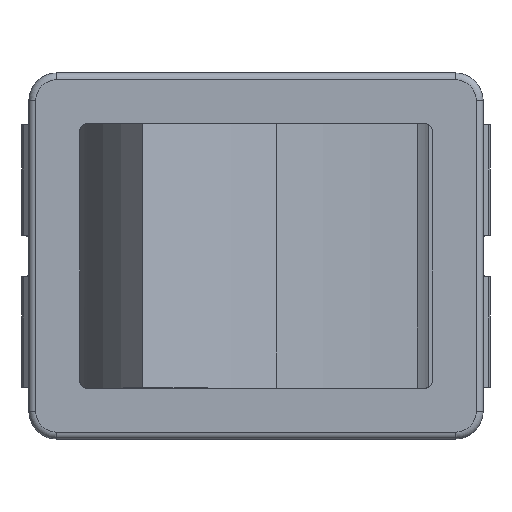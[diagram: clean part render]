
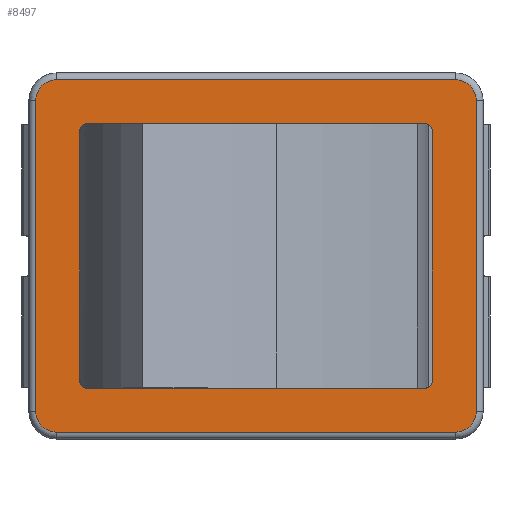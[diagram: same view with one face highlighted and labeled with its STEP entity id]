
A CAD part, top view. The second image highlights one B-rep face of the part: STEP entity #8497.
In plain terms, the highlighted planar face has unit normal (0, 0, 1).
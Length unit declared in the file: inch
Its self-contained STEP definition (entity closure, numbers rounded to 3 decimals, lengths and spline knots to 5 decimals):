
#3875=CARTESIAN_POINT('',(-0.48285,0.37795,0.63425));
#3876=VERTEX_POINT('',#3875);
#3877=CARTESIAN_POINT('',(0.47791,0.37795,0.63425));
#3878=VERTEX_POINT('',#3877);
#3879=CARTESIAN_POINT('',(-0.48285,0.37795,0.63425));
#3880=DIRECTION('',(1.0,0.0,0.0));
#3881=VECTOR('',#3880,0.96076);
#3882=LINE('',#3879,#3881);
#3883=EDGE_CURVE('',#3876,#3878,#3882,.T.);
#3960=CARTESIAN_POINT('',(0.47791,-0.37795,0.63425));
#3961=VERTEX_POINT('',#3960);
#4113=CARTESIAN_POINT('',(-0.48285,-0.37795,0.63425));
#4114=VERTEX_POINT('',#4113);
#4115=CARTESIAN_POINT('',(0.47791,-0.37795,0.63425));
#4116=DIRECTION('',(-1.0,0.0,0.0));
#4117=VECTOR('',#4116,0.96076);
#4118=LINE('',#4115,#4117);
#4119=EDGE_CURVE('',#3961,#4114,#4118,.T.);
#4626=CARTESIAN_POINT('',(-0.48425,0.37795,0.63425));
#4627=VERTEX_POINT('',#4626);
#4628=CARTESIAN_POINT('',(-0.48425,0.37795,0.63425));
#4629=DIRECTION('',(1.0,0.0,0.0));
#4630=VECTOR('',#4629,0.0014);
#4631=LINE('',#4628,#4630);
#4632=EDGE_CURVE('',#4627,#3876,#4631,.T.);
#4649=CARTESIAN_POINT('',(0.48425,0.37795,0.63425));
#4650=VERTEX_POINT('',#4649);
#4657=CARTESIAN_POINT('',(0.47791,0.37795,0.63425));
#4658=DIRECTION('',(1.0,0.0,0.0));
#4659=VECTOR('',#4658,0.00634);
#4660=LINE('',#4657,#4659);
#4661=EDGE_CURVE('',#3878,#4650,#4660,.T.);
#4707=CARTESIAN_POINT('',(-0.50394,0.35827,0.63425));
#4708=VERTEX_POINT('',#4707);
#4709=CARTESIAN_POINT('',(-0.48425,0.35827,0.63425));
#4710=DIRECTION('',(0.0,0.0,1.0));
#4711=DIRECTION('',(-0.707,0.707,0.0));
#4712=AXIS2_PLACEMENT_3D('',#4709,#4710,#4711);
#4713=CIRCLE('',#4712,0.01969);
#4714=EDGE_CURVE('',#4627,#4708,#4713,.T.);
#4742=CARTESIAN_POINT('',(0.48425,-0.37795,0.63425));
#4743=VERTEX_POINT('',#4742);
#4750=CARTESIAN_POINT('',(0.50394,-0.35827,0.63425));
#4751=VERTEX_POINT('',#4750);
#4752=CARTESIAN_POINT('',(0.48425,-0.35827,0.63425));
#4753=DIRECTION('',(0.0,0.0,1.0));
#4754=DIRECTION('',(0.707,-0.707,0.0));
#4755=AXIS2_PLACEMENT_3D('',#4752,#4753,#4754);
#4756=CIRCLE('',#4755,0.01969);
#4757=EDGE_CURVE('',#4743,#4751,#4756,.T.);
#4791=CARTESIAN_POINT('',(0.48425,-0.37795,0.63425));
#4792=DIRECTION('',(-1.0,0.0,0.0));
#4793=VECTOR('',#4792,0.00634);
#4794=LINE('',#4791,#4793);
#4795=EDGE_CURVE('',#4743,#3961,#4794,.T.);
#4807=CARTESIAN_POINT('',(-0.48425,-0.37795,0.63425));
#4808=VERTEX_POINT('',#4807);
#4815=CARTESIAN_POINT('',(-0.48285,-0.37795,0.63425));
#4816=DIRECTION('',(-1.0,0.0,0.0));
#4817=VECTOR('',#4816,0.0014);
#4818=LINE('',#4815,#4817);
#4819=EDGE_CURVE('',#4114,#4808,#4818,.T.);
#7917=CARTESIAN_POINT('',(0.50394,0.35827,0.63425));
#7918=VERTEX_POINT('',#7917);
#7925=CARTESIAN_POINT('',(0.48425,0.35827,0.63425));
#7926=DIRECTION('',(0.0,0.0,1.0));
#7927=DIRECTION('',(0.707,0.707,0.0));
#7928=AXIS2_PLACEMENT_3D('',#7925,#7926,#7927);
#7929=CIRCLE('',#7928,0.01969);
#7930=EDGE_CURVE('',#7918,#4650,#7929,.T.);
#7986=CARTESIAN_POINT('',(0.50394,0.35827,0.63425));
#7987=DIRECTION('',(0.0,-1.0,0.0));
#7988=VECTOR('',#7987,0.71654);
#7989=LINE('',#7986,#7988);
#7990=EDGE_CURVE('',#7918,#4751,#7989,.T.);
#8106=CARTESIAN_POINT('',(-0.50394,-0.35827,0.63425));
#8107=VERTEX_POINT('',#8106);
#8114=CARTESIAN_POINT('',(-0.48425,-0.35827,0.63425));
#8115=DIRECTION('',(0.0,0.0,1.0));
#8116=DIRECTION('',(-0.707,-0.707,0.0));
#8117=AXIS2_PLACEMENT_3D('',#8114,#8115,#8116);
#8118=CIRCLE('',#8117,0.01969);
#8119=EDGE_CURVE('',#8107,#4808,#8118,.T.);
#8133=CARTESIAN_POINT('',(0.62992,0.44488,0.63425));
#8134=VERTEX_POINT('',#8133);
#8142=CARTESIAN_POINT('',(0.62992,-0.44488,0.63425));
#8143=VERTEX_POINT('',#8142);
#8144=CARTESIAN_POINT('',(0.62992,0.44488,0.63425));
#8145=DIRECTION('',(0.0,-1.0,0.0));
#8146=VECTOR('',#8145,0.88976);
#8147=LINE('',#8144,#8146);
#8148=EDGE_CURVE('',#8134,#8143,#8147,.T.);
#8175=CARTESIAN_POINT('',(0.57087,0.50394,0.63425));
#8176=VERTEX_POINT('',#8175);
#8184=CARTESIAN_POINT('',(0.57087,0.44488,0.63425));
#8185=DIRECTION('',(0.0,0.0,-1.0));
#8186=DIRECTION('',(0.707,0.707,0.0));
#8187=AXIS2_PLACEMENT_3D('',#8184,#8185,#8186);
#8188=CIRCLE('',#8187,0.05906);
#8189=EDGE_CURVE('',#8176,#8134,#8188,.T.);
#8207=CARTESIAN_POINT('',(0.57087,-0.50394,0.63425));
#8208=VERTEX_POINT('',#8207);
#8226=CARTESIAN_POINT('',(0.57087,-0.44488,0.63425));
#8227=DIRECTION('',(0.0,0.0,-1.0));
#8228=DIRECTION('',(0.707,-0.707,0.0));
#8229=AXIS2_PLACEMENT_3D('',#8226,#8227,#8228);
#8230=CIRCLE('',#8229,0.05906);
#8231=EDGE_CURVE('',#8143,#8208,#8230,.T.);
#8243=CARTESIAN_POINT('',(-0.57087,0.50394,0.63425));
#8244=VERTEX_POINT('',#8243);
#8252=CARTESIAN_POINT('',(-0.57087,0.50394,0.63425));
#8253=DIRECTION('',(1.0,0.0,0.0));
#8254=VECTOR('',#8253,1.14173);
#8255=LINE('',#8252,#8254);
#8256=EDGE_CURVE('',#8244,#8176,#8255,.T.);
#8273=CARTESIAN_POINT('',(-0.57087,-0.50394,0.63425));
#8274=VERTEX_POINT('',#8273);
#8291=CARTESIAN_POINT('',(0.57087,-0.50394,0.63425));
#8292=DIRECTION('',(-1.0,0.0,0.0));
#8293=VECTOR('',#8292,1.14173);
#8294=LINE('',#8291,#8293);
#8295=EDGE_CURVE('',#8208,#8274,#8294,.T.);
#8307=CARTESIAN_POINT('',(-0.62992,0.44488,0.63425));
#8308=VERTEX_POINT('',#8307);
#8316=CARTESIAN_POINT('',(-0.57087,0.44488,0.63425));
#8317=DIRECTION('',(0.0,0.0,-1.0));
#8318=DIRECTION('',(-0.707,0.707,0.0));
#8319=AXIS2_PLACEMENT_3D('',#8316,#8317,#8318);
#8320=CIRCLE('',#8319,0.05906);
#8321=EDGE_CURVE('',#8308,#8244,#8320,.T.);
#8339=CARTESIAN_POINT('',(-0.62992,-0.44488,0.63425));
#8340=VERTEX_POINT('',#8339);
#8358=CARTESIAN_POINT('',(-0.57087,-0.44488,0.63425));
#8359=DIRECTION('',(0.0,0.0,-1.0));
#8360=DIRECTION('',(-0.707,-0.707,0.0));
#8361=AXIS2_PLACEMENT_3D('',#8358,#8359,#8360);
#8362=CIRCLE('',#8361,0.05906);
#8363=EDGE_CURVE('',#8274,#8340,#8362,.T.);
#8381=CARTESIAN_POINT('',(-0.62992,-0.44488,0.63425));
#8382=DIRECTION('',(0.0,1.0,0.0));
#8383=VECTOR('',#8382,0.88976);
#8384=LINE('',#8381,#8383);
#8385=EDGE_CURVE('',#8340,#8308,#8384,.T.);
#8463=CARTESIAN_POINT('',(-0.69291,-0.55433,0.63425));
#8464=DIRECTION('',(0.0,0.0,1.0));
#8465=DIRECTION('',(1.0,0.0,0.0));
#8466=AXIS2_PLACEMENT_3D('',#8463,#8464,#8465);
#8467=PLANE('',#8466);
#8468=ORIENTED_EDGE('',*,*,#8148,.F.);
#8469=ORIENTED_EDGE('',*,*,#8189,.F.);
#8470=ORIENTED_EDGE('',*,*,#8256,.F.);
#8471=ORIENTED_EDGE('',*,*,#8321,.F.);
#8472=ORIENTED_EDGE('',*,*,#8385,.F.);
#8473=ORIENTED_EDGE('',*,*,#8363,.F.);
#8474=ORIENTED_EDGE('',*,*,#8295,.F.);
#8475=ORIENTED_EDGE('',*,*,#8231,.F.);
#8476=EDGE_LOOP('',(#8468,#8469,#8470,#8471,#8472,#8473,#8474,#8475));
#8477=FACE_OUTER_BOUND('',#8476,.T.);
#8478=ORIENTED_EDGE('',*,*,#7990,.T.);
#8479=ORIENTED_EDGE('',*,*,#4757,.F.);
#8480=ORIENTED_EDGE('',*,*,#4795,.T.);
#8481=ORIENTED_EDGE('',*,*,#4119,.T.);
#8482=ORIENTED_EDGE('',*,*,#4819,.T.);
#8483=ORIENTED_EDGE('',*,*,#8119,.F.);
#8484=CARTESIAN_POINT('',(-0.50394,-0.35827,0.63425));
#8485=DIRECTION('',(0.0,1.0,0.0));
#8486=VECTOR('',#8485,0.71654);
#8487=LINE('',#8484,#8486);
#8488=EDGE_CURVE('',#8107,#4708,#8487,.T.);
#8489=ORIENTED_EDGE('',*,*,#8488,.T.);
#8490=ORIENTED_EDGE('',*,*,#4714,.F.);
#8491=ORIENTED_EDGE('',*,*,#4632,.T.);
#8492=ORIENTED_EDGE('',*,*,#3883,.T.);
#8493=ORIENTED_EDGE('',*,*,#4661,.T.);
#8494=ORIENTED_EDGE('',*,*,#7930,.F.);
#8495=EDGE_LOOP('',(#8478,#8479,#8480,#8481,#8482,#8483,#8489,#8490,#8491,#8492,#8493,#8494));
#8496=FACE_BOUND('',#8495,.T.);
#8497=ADVANCED_FACE('',(#8477,#8496),#8467,.T.);
